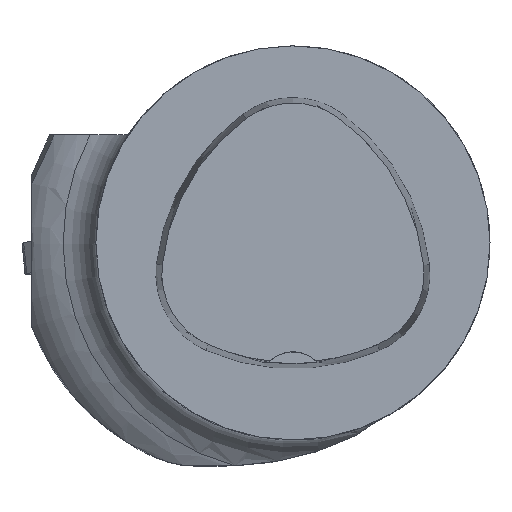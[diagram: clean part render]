
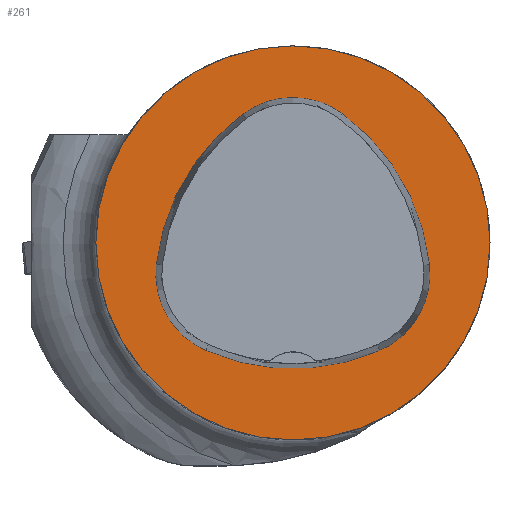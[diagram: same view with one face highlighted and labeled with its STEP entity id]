
A CAD part, top view. The second image highlights one B-rep face of the part: STEP entity #261.
In plain terms, the highlighted planar face has unit normal (0, 0, 1).
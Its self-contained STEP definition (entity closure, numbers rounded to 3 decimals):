
#128=PLANE('',#1520);
#261=ADVANCED_FACE('',(#318,#319),#128,.T.);
#318=FACE_BOUND('',#380,.T.);
#319=FACE_BOUND('',#381,.T.);
#380=EDGE_LOOP('',(#768,#769,#770,#771,#772,#773));
#381=EDGE_LOOP('',(#774));
#412=CIRCLE('',#1425,40.);
#430=CIRCLE('',#1498,44.);
#432=CIRCLE('',#1501,17.);
#434=CIRCLE('',#1504,44.);
#436=CIRCLE('',#1507,17.);
#440=CIRCLE('',#1512,44.);
#442=CIRCLE('',#1515,17.);
#768=ORIENTED_EDGE('',*,*,#1129,.T.);
#769=ORIENTED_EDGE('',*,*,#1109,.T.);
#770=ORIENTED_EDGE('',*,*,#1113,.T.);
#771=ORIENTED_EDGE('',*,*,#1116,.T.);
#772=ORIENTED_EDGE('',*,*,#1119,.T.);
#773=ORIENTED_EDGE('',*,*,#1127,.T.);
#774=ORIENTED_EDGE('',*,*,#1003,.F.);
#882=VERTEX_POINT('',#2019);
#952=VERTEX_POINT('',#2330);
#953=VERTEX_POINT('',#2331);
#956=VERTEX_POINT('',#2339);
#958=VERTEX_POINT('',#2345);
#960=VERTEX_POINT('',#2351);
#967=VERTEX_POINT('',#2372);
#1003=EDGE_CURVE('',#882,#882,#412,.T.);
#1109=EDGE_CURVE('',#952,#953,#430,.T.);
#1113=EDGE_CURVE('',#953,#956,#432,.T.);
#1116=EDGE_CURVE('',#956,#958,#434,.T.);
#1119=EDGE_CURVE('',#958,#960,#436,.T.);
#1127=EDGE_CURVE('',#960,#967,#440,.T.);
#1129=EDGE_CURVE('',#967,#952,#442,.T.);
#1425=AXIS2_PLACEMENT_3D('',#2018,#1593,#1594);
#1498=AXIS2_PLACEMENT_3D('',#2329,#1794,#1795);
#1501=AXIS2_PLACEMENT_3D('',#2338,#1802,#1803);
#1504=AXIS2_PLACEMENT_3D('',#2344,#1809,#1810);
#1507=AXIS2_PLACEMENT_3D('',#2350,#1816,#1817);
#1512=AXIS2_PLACEMENT_3D('',#2373,#1828,#1829);
#1515=AXIS2_PLACEMENT_3D('',#2376,#1834,#1835);
#1520=AXIS2_PLACEMENT_3D('',#2381,#1844,#1845);
#1593=DIRECTION('',(0.,0.,-1.));
#1594=DIRECTION('',(-1.,0.,0.));
#1794=DIRECTION('',(0.,0.,-1.));
#1795=DIRECTION('',(-1.,0.,0.));
#1802=DIRECTION('',(0.,0.,-1.));
#1803=DIRECTION('',(-1.,0.,0.));
#1809=DIRECTION('',(0.,0.,-1.));
#1810=DIRECTION('',(-1.,0.,0.));
#1816=DIRECTION('',(0.,0.,-1.));
#1817=DIRECTION('',(-1.,0.,0.));
#1828=DIRECTION('',(0.,0.,-1.));
#1829=DIRECTION('',(-1.,0.,0.));
#1834=DIRECTION('',(0.,0.,-1.));
#1835=DIRECTION('',(-1.,0.,0.));
#1844=DIRECTION('',(0.,0.,1.));
#1845=DIRECTION('',(1.,0.,0.));
#2018=CARTESIAN_POINT('',(0.,0.,0.));
#2019=CARTESIAN_POINT('',(-40.,0.,0.));
#2329=CARTESIAN_POINT('',(16.01,-9.224,0.));
#2330=CARTESIAN_POINT('',(-27.722,-4.378,0.));
#2331=CARTESIAN_POINT('',(-10.119,26.178,0.));
#2338=CARTESIAN_POINT('',(-0.023,12.5,0.));
#2339=CARTESIAN_POINT('',(10.049,26.194,0.));
#2344=CARTESIAN_POINT('',(-16.021,-9.25,0.));
#2345=CARTESIAN_POINT('',(27.71,-4.394,0.));
#2350=CARTESIAN_POINT('',(10.814,-6.27,0.));
#2351=CARTESIAN_POINT('',(17.611,-21.852,0.));
#2372=CARTESIAN_POINT('',(-17.652,-21.819,0.));
#2373=CARTESIAN_POINT('',(0.017,18.477,0.));
#2376=CARTESIAN_POINT('',(-10.825,-6.25,0.));
#2381=CARTESIAN_POINT('',(0.,0.,0.));
